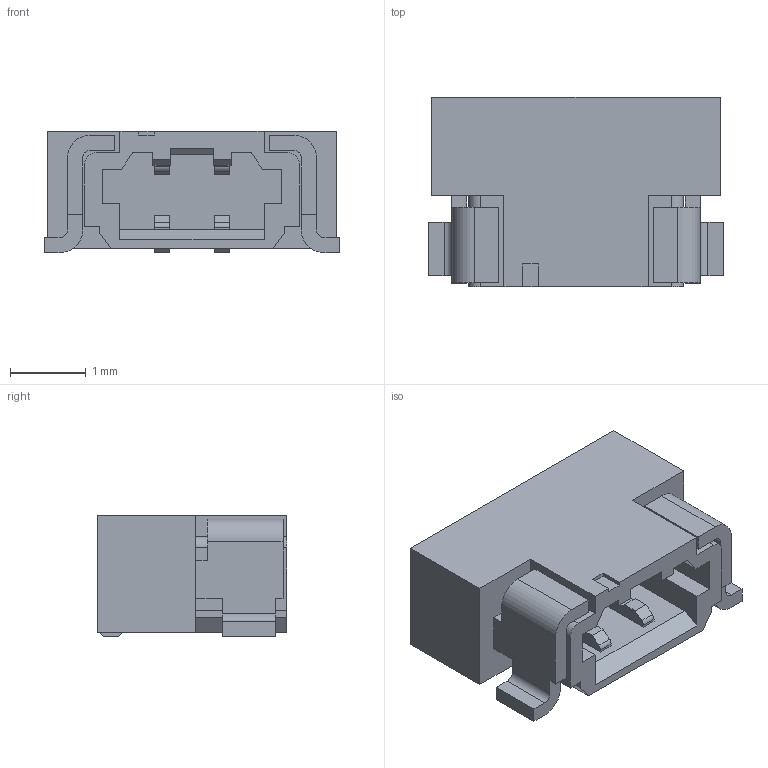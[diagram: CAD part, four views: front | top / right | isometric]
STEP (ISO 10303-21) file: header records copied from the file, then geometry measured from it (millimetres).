
FILE_DESCRIPTION(/* description */ (''),/* implementation_level */ '2;1');
FILE_NAME(/* name */ '2147210020wbm000_02_214.stp',/* time_stamp */ '2023-09-22T10:12:10+06:00',/* author */ (''),/* organization */ (''),/* preprocessor_version */ 'ST-DEVELOPER v16.7',/* originating_system */ 'SIEMENS PLM Software NX 1919',/* authorisation */ '');
FILE_SCHEMA (('AUTOMOTIVE_DESIGN { 1 0 10303 214 3 1 1 1 }'));
Length unit declared in the file: millimetre
Products named in the file (1): 2147210020wbm000_02
Bounding box: 3.88 x 2.5 x 1.6 mm (x, y, z)
Volume: 10 mm3; surface area: 59.3 mm2
Topology: 1 solids, 1 shells, 157 faces, 456 edges, 304 vertices
Faces by surface type: plane 139, cylinder 18
Entity records: 5130 total; most frequent: CARTESIAN_POINT 918, ORIENTED_EDGE 912, DIRECTION 808, EDGE_CURVE 456, LINE 420, VECTOR 420, VERTEX_POINT 304, AXIS2_PLACEMENT_3D 194
